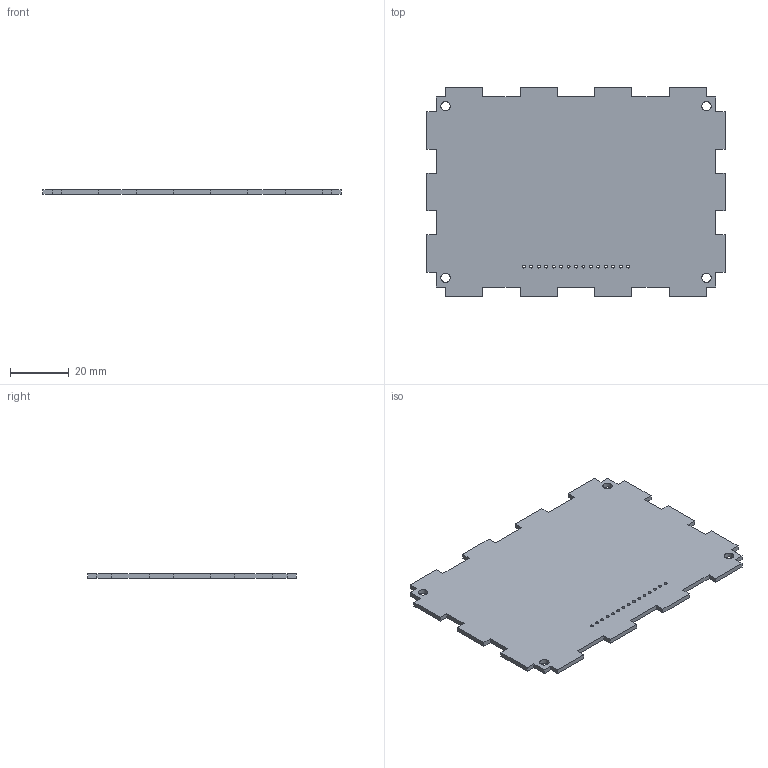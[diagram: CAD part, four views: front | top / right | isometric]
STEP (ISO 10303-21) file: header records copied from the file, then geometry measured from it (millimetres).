
FILE_DESCRIPTION(/* description */ (''),/* implementation_level */ '2;1');
FILE_NAME(/* name */ 'PCB_0009 v2.step',/* time_stamp */ '2022-06-09T21:37:04-04:00',/* author */ (''),/* organization */ (''),/* preprocessor_version */ 'ST-DEVELOPER v19',/* originating_system */ 'Autodesk Translation Framework v11.7.0.108',/* authorisation */ '');
FILE_SCHEMA (('AUTOMOTIVE_DESIGN { 1 0 10303 214 3 1 1 }'));
Length unit declared in the file: millimetre
Products named in the file (2): PCB_0009; Board
Assembly tree (1 placements, depth 2):
  PCB_0009
    Board
Bounding box: 101.6 x 71.12 x 1.57 mm (x, y, z)
Volume: 10503.3 mm3; surface area: 14159.9 mm2
Topology: 1 solids, 1 shells, 81 faces, 237 edges, 158 vertices
Faces by surface type: plane 62, cylinder 19
Full cylindrical faces by diameter (mm): 1.016 x15, 3.175 x4
Entity records: 2814 total; most frequent: CARTESIAN_POINT 480, ORIENTED_EDGE 474, DIRECTION 445, EDGE_CURVE 237, LINE 199, VECTOR 199, VERTEX_POINT 158, AXIS2_PLACEMENT_3D 123
